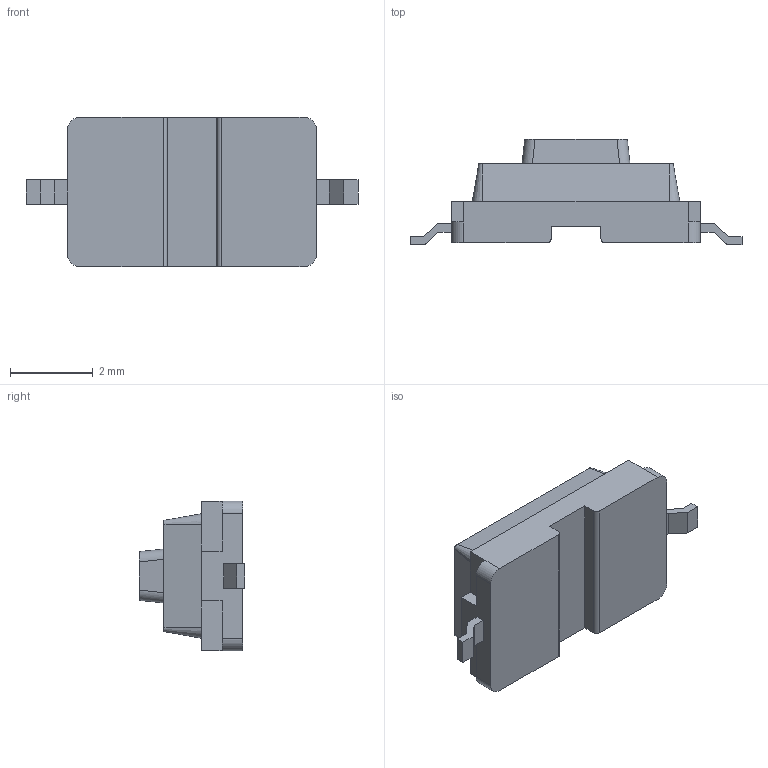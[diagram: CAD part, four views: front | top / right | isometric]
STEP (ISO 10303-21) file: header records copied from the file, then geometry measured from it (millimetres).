
FILE_DESCRIPTION (( 'STEP AP214' ), '1' );
FILE_NAME ('TS-1101-X-X.STEP', '2024-11-07T01:53:26', ( '' ), ( '' ), 'SwSTEP 2.0', 'SolidWorks 2020', '' );
FILE_SCHEMA (( 'AUTOMOTIVE_DESIGN' ));
Length unit declared in the file: millimetre
Products named in the file (1): TS-1101-X-X
Bounding box: 8 x 2.55 x 3.6 mm (x, y, z)
Volume: 33.6 mm3; surface area: 82.3 mm2
Topology: 1 solids, 1 shells, 64 faces, 170 edges, 112 vertices
Faces by surface type: plane 50, cylinder 10, cone 4
Entity records: 1996 total; most frequent: CARTESIAN_POINT 371, ORIENTED_EDGE 340, DIRECTION 312, EDGE_CURVE 170, LINE 142, VECTOR 142, VERTEX_POINT 112, AXIS2_PLACEMENT_3D 85
